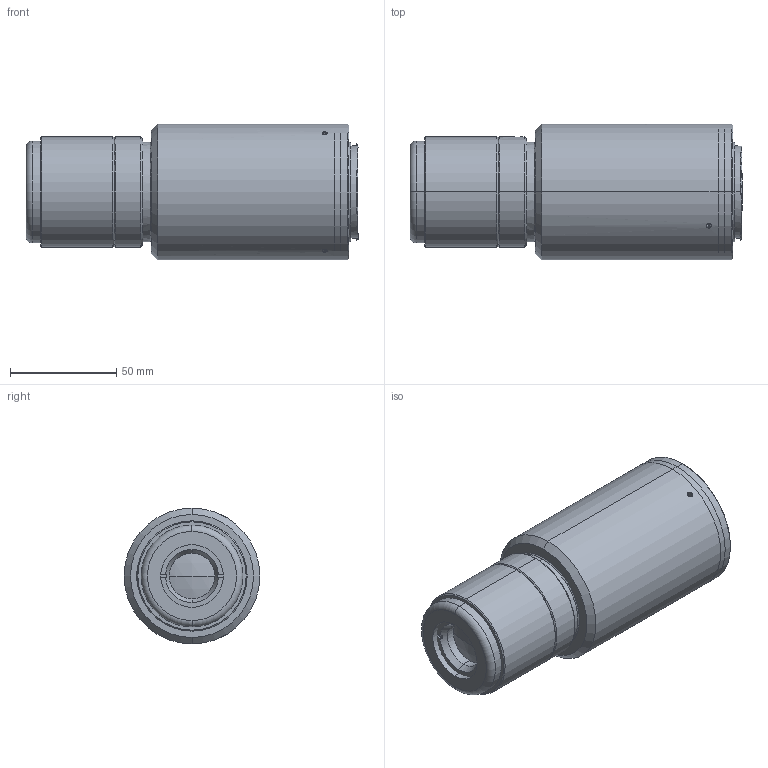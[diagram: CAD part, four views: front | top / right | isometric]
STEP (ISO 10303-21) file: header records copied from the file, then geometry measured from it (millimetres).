
FILE_DESCRIPTION (( 'STEP AP203' ), '1' );
FILE_NAME ('DP23009-C_MC4K125X-F.step', '2022-01-04T08:57:01', ( '' ), ( '' ), 'SwSTEP 2.0', 'SolidWorks 2021', '' );
FILE_SCHEMA (( 'CONFIG_CONTROL_DESIGN' ));
Length unit declared in the file: millimetre
Products named in the file (1): DP23009-C_MC4K125X-F
Bounding box: 156.46 x 64 x 64 mm (x, y, z)
Surface area: 58620.8 mm2 (no closed solid volume)
Topology: 0 solids, 12 shells, 118 faces, 351 edges, 243 vertices
Faces by surface type: cylinder 49, plane 41, cone 24, sphere 2, torus 2
Entity records: 4467 total; most frequent: CARTESIAN_POINT 1198, DIRECTION 710, ORIENTED_EDGE 565, EDGE_CURVE 351, AXIS2_PLACEMENT_3D 269, VERTEX_POINT 243, LINE 172, VECTOR 172
